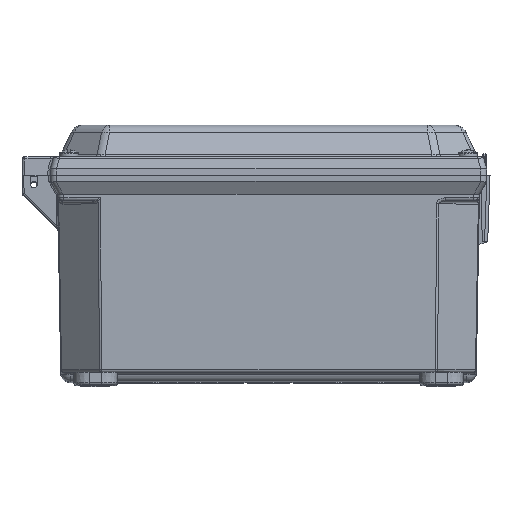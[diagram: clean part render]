
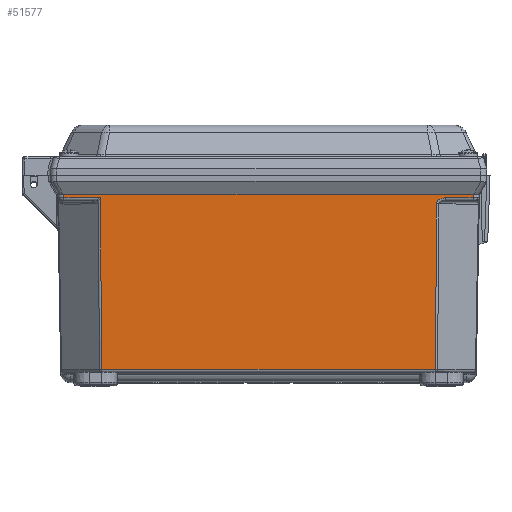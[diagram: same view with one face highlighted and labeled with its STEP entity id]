
A CAD part, top view. The second image highlights one B-rep face of the part: STEP entity #51577.
In plain terms, the highlighted planar face has unit normal (0, -0.018, 1).
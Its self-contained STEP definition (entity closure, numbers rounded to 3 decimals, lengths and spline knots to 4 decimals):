
#927 = CARTESIAN_POINT ( 'NONE',  ( -4.0863, -0.375, 5.1013 ) ) ;
#3827 = ORIENTED_EDGE ( 'NONE', *, *, #84754, .T. ) ;
#6825 = VERTEX_POINT ( 'NONE', #76657 ) ;
#8532 = AXIS2_PLACEMENT_3D ( 'NONE', #54492, #67928, #161441 ) ;
#12460 = LINE ( 'NONE', #108346, #146213 ) ;
#14705 = DIRECTION ( 'NONE',  ( 0.007, -1., -0.017 ) ) ;
#16281 = VECTOR ( 'NONE', #169491, 39.3701 ) ;
#20868 = VERTEX_POINT ( 'NONE', #77663 ) ;
#22050 = DIRECTION ( 'NONE',  ( 0.017, 1., 0.017 ) ) ;
#26689 = ORIENTED_EDGE ( 'NONE', *, *, #52961, .T. ) ;
#27560 = EDGE_CURVE ( 'NONE', #115220, #78226, #85156, .T. ) ;
#33294 = LINE ( 'NONE', #139961, #135775 ) ;
#34122 = LINE ( 'NONE', #58299, #172087 ) ;
#36480 = CARTESIAN_POINT ( 'NONE',  ( -3.3571, -0.4521, 5.1 ) ) ;
#36555 = VECTOR ( 'NONE', #37518, 39.3701 ) ;
#37518 = DIRECTION ( 'NONE',  ( 0.007, 1., 0.017 ) ) ;
#39705 = VERTEX_POINT ( 'NONE', #54081 ) ;
#41231 = VECTOR ( 'NONE', #14705, 39.3701 ) ;
#43164 = CARTESIAN_POINT ( 'NONE',  ( 3.3567, -0.5023, 5.0991 ) ) ;
#45047 = ORIENTED_EDGE ( 'NONE', *, *, #72171, .F. ) ;
#45189 = CARTESIAN_POINT ( 'NONE',  ( -4.085, -0.4521, 5.1 ) ) ;
#49835 = VECTOR ( 'NONE', #118061, 39.3701 ) ;
#50261 = FACE_OUTER_BOUND ( 'NONE', #155627, .T. ) ;
#51577 = ADVANCED_FACE ( 'NONE', ( #50261 ), #107138, .T. ) ;
#52961 = EDGE_CURVE ( 'NONE', #39705, #20868, #12460, .T. ) ;
#54081 = CARTESIAN_POINT ( 'NONE',  ( 3.5294, -0.4521, 5.1 ) ) ;
#54492 = CARTESIAN_POINT ( 'NONE',  ( 3.3833, -0.375, 5.1013 ) ) ;
#58299 = CARTESIAN_POINT ( 'NONE',  ( -3.3823, -0.4521, 5.1 ) ) ;
#59316 = DIRECTION ( 'NONE',  ( 1., 0., 0. ) ) ;
#59813 = ORIENTED_EDGE ( 'NONE', *, *, #27560, .T. ) ;
#62986 = EDGE_CURVE ( 'NONE', #155861, #115220, #34122, .T. ) ;
#67928 = DIRECTION ( 'NONE',  ( 0., -0.017, 1. ) ) ;
#69423 = CARTESIAN_POINT ( 'NONE',  ( 3.4281, -0.4521, 5.1 ) ) ;
#72171 = EDGE_CURVE ( 'NONE', #39705, #171448, #150617, .T. ) ;
#76055 = CARTESIAN_POINT ( 'NONE',  ( -4.084, -0.5053, 5.099 ) ) ;
#76657 = CARTESIAN_POINT ( 'NONE',  ( 3.3323, -3.8756, 5.0402 ) ) ;
#77663 = CARTESIAN_POINT ( 'NONE',  ( 4.085, -0.4521, 5.1 ) ) ;
#78226 = VERTEX_POINT ( 'NONE', #80378 ) ;
#80378 = CARTESIAN_POINT ( 'NONE',  ( -3.3323, -3.8756, 5.0402 ) ) ;
#82214 = EDGE_CURVE ( 'NONE', #97615, #155861, #154247, .T. ) ;
#82874 = CARTESIAN_POINT ( 'NONE',  ( 3.5294, -0.4521, 5.1 ) ) ;
#84754 = EDGE_CURVE ( 'NONE', #6825, #171448, #107714, .T. ) ;
#85156 = LINE ( 'NONE', #148487, #41231 ) ;
#85426 = LINE ( 'NONE', #144296, #49835 ) ;
#90447 = ORIENTED_EDGE ( 'NONE', *, *, #118273, .T. ) ;
#94860 = DIRECTION ( 'NONE',  ( 1., 0., 0. ) ) ;
#97138 = LINE ( 'NONE', #129040, #132668 ) ;
#97577 = ORIENTED_EDGE ( 'NONE', *, *, #112755, .T. ) ;
#97615 = VERTEX_POINT ( 'NONE', #927 ) ;
#103603 = CARTESIAN_POINT ( 'NONE',  ( 3.3576, -0.3748, 5.1013 ) ) ;
#103924 = EDGE_CURVE ( 'NONE', #78226, #6825, #33294, .T. ) ;
#104971 = CARTESIAN_POINT ( 'NONE',  ( 4.0863, -0.375, 5.1013 ) ) ;
#107138 = PLANE ( 'NONE',  #8532 ) ;
#107714 = LINE ( 'NONE', #103603, #36555 ) ;
#108346 = CARTESIAN_POINT ( 'NONE',  ( 4.0839, -0.4521, 5.1 ) ) ;
#111163 = ORIENTED_EDGE ( 'NONE', *, *, #103924, .T. ) ;
#112755 = EDGE_CURVE ( 'NONE', #20868, #163740, #97138, .T. ) ;
#115220 = VERTEX_POINT ( 'NONE', #36480 ) ;
#118061 = DIRECTION ( 'NONE',  ( -1., 0., 0. ) ) ;
#118273 = EDGE_CURVE ( 'NONE', #163740, #97615, #85426, .T. ) ;
#125556 = DIRECTION ( 'NONE',  ( 1., 0., 0. ) ) ;
#129040 = CARTESIAN_POINT ( 'NONE',  ( 4.0861, -0.3873, 5.1011 ) ) ;
#132668 = VECTOR ( 'NONE', #22050, 39.3701 ) ;
#135775 = VECTOR ( 'NONE', #59316, 39.3701 ) ;
#136629 = CARTESIAN_POINT ( 'NONE',  ( 3.3562, -0.5739, 5.0978 ) ) ;
#139961 = CARTESIAN_POINT ( 'NONE',  ( 3.3833, -3.8756, 5.0402 ) ) ;
#144296 = CARTESIAN_POINT ( 'NONE',  ( 4.3556, -0.375, 5.1013 ) ) ;
#146213 = VECTOR ( 'NONE', #94860, 39.3701 ) ;
#147633 = ORIENTED_EDGE ( 'NONE', *, *, #82214, .T. ) ;
#148487 = CARTESIAN_POINT ( 'NONE',  ( -3.3573, -0.4237, 5.1004 ) ) ;
#150617 =( BOUNDED_CURVE ( )  B_SPLINE_CURVE ( 3, ( #82874, #69423, #43164, #136629 ),
 .UNSPECIFIED., .F., .F. ) 
 B_SPLINE_CURVE_WITH_KNOTS ( ( 4, 4 ),
 ( 1.5955, 3.1488 ),
 .UNSPECIFIED. ) 
 CURVE ( )  GEOMETRIC_REPRESENTATION_ITEM ( )  RATIONAL_B_SPLINE_CURVE ( ( 1., 0.809, 0.809, 1. ) ) 
 REPRESENTATION_ITEM ( '' )  );
#154247 = LINE ( 'NONE', #76055, #16281 ) ;
#155627 = EDGE_LOOP ( 'NONE', ( #59813, #111163, #3827, #45047, #26689, #97577, #90447, #147633, #173272 ) ) ;
#155861 = VERTEX_POINT ( 'NONE', #45189 ) ;
#161441 = DIRECTION ( 'NONE',  ( 0., -1., -0.017 ) ) ;
#163740 = VERTEX_POINT ( 'NONE', #104971 ) ;
#169311 = CARTESIAN_POINT ( 'NONE',  ( 3.3562, -0.5739, 5.0978 ) ) ;
#169491 = DIRECTION ( 'NONE',  ( 0.017, -1., -0.017 ) ) ;
#171448 = VERTEX_POINT ( 'NONE', #169311 ) ;
#172087 = VECTOR ( 'NONE', #125556, 39.3701 ) ;
#173272 = ORIENTED_EDGE ( 'NONE', *, *, #62986, .T. ) ;
